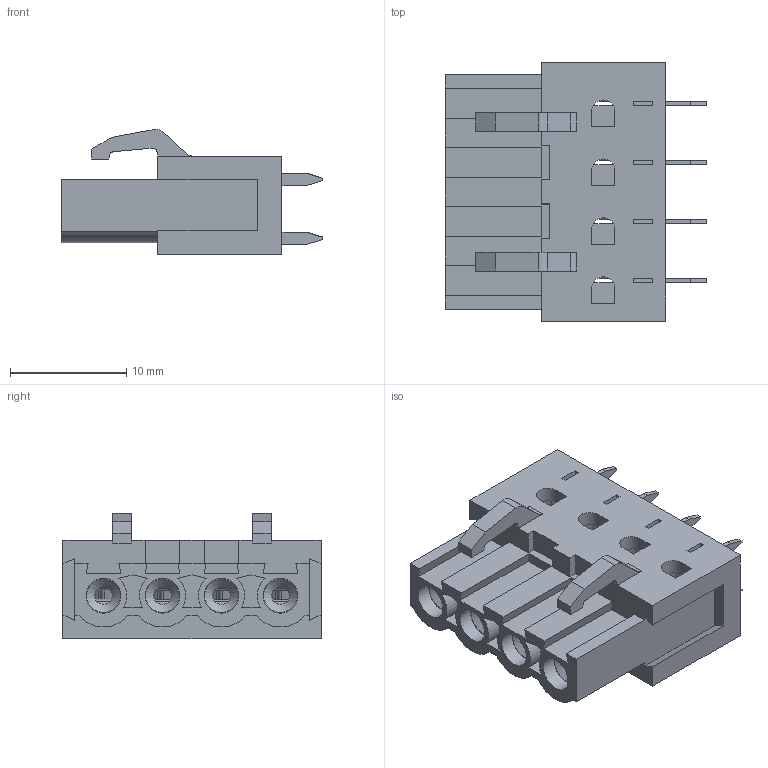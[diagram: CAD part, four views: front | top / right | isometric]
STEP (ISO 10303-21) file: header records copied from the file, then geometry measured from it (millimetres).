
FILE_DESCRIPTION( ( 'Unknown' ), '1' );
FILE_NAME( '691307500004.stp', 'Unknown', ( 'Unknown' ), ( 'Unknown' ), 'PSStep 15.0.49', 'Unknown', ' ' );
FILE_SCHEMA( ( 'AUTOMOTIVE_DESIGN { 1 0 10303 214 1 1 1 1 }' ) );
Length unit declared in the file: millimetre
Products named in the file (4): Assem1; contact; 691309510004; 691309510004_back wall
Assembly tree (6 placements, depth 2):
  Assem1
    contact  x4
    691309510004
    691309510004_back wall
Bounding box: 22.5 x 22.24 x 10.8 mm (x, y, z)
Volume: 1628.4 mm3; surface area: 4155.4 mm2
Topology: 6 solids, 6 shells, 682 faces, 1833 edges, 1166 vertices
Faces by surface type: plane 484, cylinder 166, bspline 24, cone 4, sphere 4
Full cylindrical faces by diameter (mm): 0.7 x4, 1 x8, 1.5 x4, 3 x4
Entity records: 17091 total; most frequent: CARTESIAN_POINT 2976, ORIENTED_EDGE 2202, DIRECTION 2087, EDGE_CURVE 1101, LINE 921, VECTOR 921, VERTEX_POINT 736, AXIS2_PLACEMENT_3D 583
